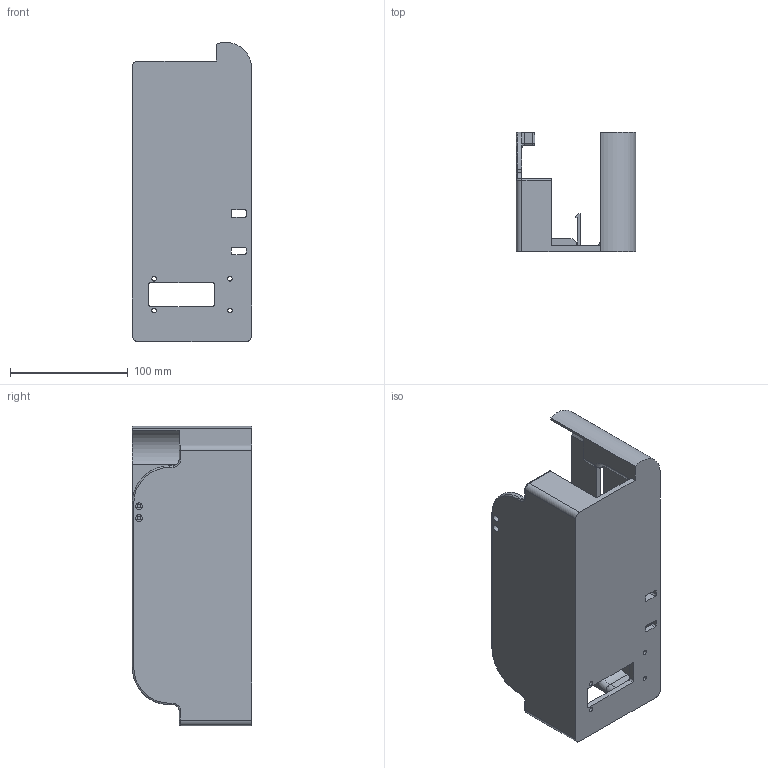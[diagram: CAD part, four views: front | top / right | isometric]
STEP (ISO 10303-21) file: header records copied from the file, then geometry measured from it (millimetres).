
FILE_DESCRIPTION(/* description */ (''),/* implementation_level */ '2;1');
FILE_NAME(/* name */ 'efb48cac-50bb-42da-847c-ed4c8e613cdb.stp',/* time_stamp */ '2019-06-12T21:28:14+00:00',/* author */ (''),/* organization */ (''),/* preprocessor_version */ 'ST-DEVELOPER v18',/* originating_system */ 'Autodesk Translation Framework v8.2.0.1029',/* authorisation */ '');
FILE_SCHEMA (('AUTOMOTIVE_DESIGN { 1 0 10303 214 3 1 1 }'));
Length unit declared in the file: inch
Products named in the file (2): v7.1.0_Chassis; Main Housing
Assembly tree (1 placements, depth 2):
  v7.1.0_Chassis
    Main Housing
Bounding box: 101.6 x 101.6 x 254.63 mm (x, y, z)
Volume: 392426.7 mm3; surface area: 164865.1 mm2
Topology: 1 solids, 1 shells, 524 faces, 1442 edges, 945 vertices
Faces by surface type: bspline 215, plane 175, cylinder 107, torus 21, sphere 6
Full cylindrical faces by diameter (mm): 2.75 x4, 3.048 x2, 3.81 x4, 4.75 x4, 5.715 x2, 7.62 x4, 7.623 x4, 25.4 x1
Entity records: 18792 total; most frequent: CARTESIAN_POINT 6614, ORIENTED_EDGE 2884, DIRECTION 1882, EDGE_CURVE 1442, VERTEX_POINT 945, LINE 756, VECTOR 756, EDGE_LOOP 579
